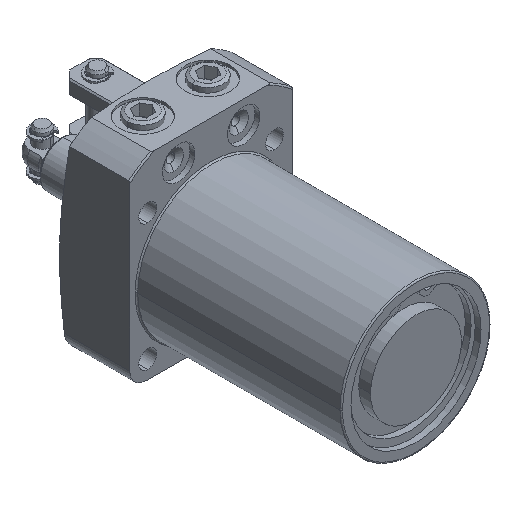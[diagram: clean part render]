
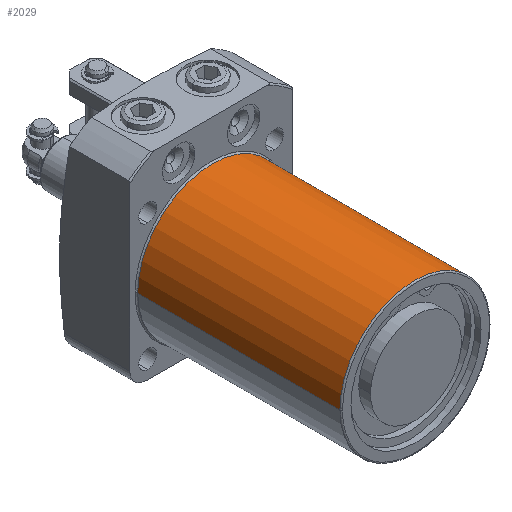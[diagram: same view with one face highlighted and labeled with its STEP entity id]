
A CAD part, isometric view. The second image highlights one B-rep face of the part: STEP entity #2029.
In plain terms, the highlighted cylindrical face has radius 23 mm (diameter 46 mm), a partial arc.
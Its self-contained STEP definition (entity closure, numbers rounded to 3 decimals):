
#36 = VERTEX_POINT ( 'NONE', #3513 ) ;
#941 = CARTESIAN_POINT ( 'NONE',  ( -23., -24.6, 0. ) ) ;
#1066 = CARTESIAN_POINT ( 'NONE',  ( -23., -86.8, 0. ) ) ;
#1105 = CARTESIAN_POINT ( 'NONE',  ( 23., -24.6, 0. ) ) ;
#2029 = ADVANCED_FACE ( 'NONE', ( #2766 ), #2754, .T. ) ;
#2754 = CYLINDRICAL_SURFACE ( 'NONE', #5892, 23. ) ;
#2766 = FACE_OUTER_BOUND ( 'NONE', #7540, .T. ) ;
#3513 = CARTESIAN_POINT ( 'NONE',  ( 23., -86.8, 0. ) ) ;
#4008 = VERTEX_POINT ( 'NONE', #1105 ) ;
#4025 = VERTEX_POINT ( 'NONE', #1066 ) ;
#5323 = VERTEX_POINT ( 'NONE', #941 ) ;
#5751 = ORIENTED_EDGE ( 'NONE', *, *, #6744, .F. ) ;
#5752 = ORIENTED_EDGE ( 'NONE', *, *, #6726, .T. ) ;
#5753 = ORIENTED_EDGE ( 'NONE', *, *, #6743, .T. ) ;
#5754 = ORIENTED_EDGE ( 'NONE', *, *, #6742, .T. ) ;
#5892 = AXIS2_PLACEMENT_3D ( 'NONE', #6832, #6834, #6837 ) ;
#6726 = EDGE_CURVE ( 'NONE', #4008, #5323, #8953, .T. ) ;
#6742 = EDGE_CURVE ( 'NONE', #4025, #36, #8882, .T. ) ;
#6743 = EDGE_CURVE ( 'NONE', #36, #4008, #8866, .T. ) ;
#6744 = EDGE_CURVE ( 'NONE', #4025, #5323, #8861, .T. ) ;
#6832 = CARTESIAN_POINT ( 'NONE',  ( 0., 0., 0. ) ) ;
#6834 = DIRECTION ( 'NONE',  ( 0., 1., 0. ) ) ;
#6837 = DIRECTION ( 'NONE',  ( -1., 0., 0. ) ) ;
#7540 = EDGE_LOOP ( 'NONE', ( #5754, #5753, #5752, #5751 ) ) ;
#8855 = VECTOR ( 'NONE', #10264, 1000. ) ;
#8859 = VECTOR ( 'NONE', #10254, 1000. ) ;
#8861 = LINE ( 'NONE', #10263, #8855 ) ;
#8866 = LINE ( 'NONE', #10247, #8859 ) ;
#8882 = CIRCLE ( 'NONE', #9735, 23. ) ;
#8953 = CIRCLE ( 'NONE', #9726, 23. ) ;
#9726 = AXIS2_PLACEMENT_3D ( 'NONE', #10121, #10122, #10123 ) ;
#9735 = AXIS2_PLACEMENT_3D ( 'NONE', #10260, #10261, #10262 ) ;
#10121 = CARTESIAN_POINT ( 'NONE',  ( 0., -24.6, 0. ) ) ;
#10122 = DIRECTION ( 'NONE',  ( 0., -1., 0. ) ) ;
#10123 = DIRECTION ( 'NONE',  ( -1., 0., 0. ) ) ;
#10247 = CARTESIAN_POINT ( 'NONE',  ( 23., 0., 0. ) ) ;
#10254 = DIRECTION ( 'NONE',  ( 0., 1., 0. ) ) ;
#10260 = CARTESIAN_POINT ( 'NONE',  ( 0., -86.8, 0. ) ) ;
#10261 = DIRECTION ( 'NONE',  ( 0., 1., 0. ) ) ;
#10262 = DIRECTION ( 'NONE',  ( -1., 0., 0. ) ) ;
#10263 = CARTESIAN_POINT ( 'NONE',  ( -23., 0., 0. ) ) ;
#10264 = DIRECTION ( 'NONE',  ( 0., 1., 0. ) ) ;
